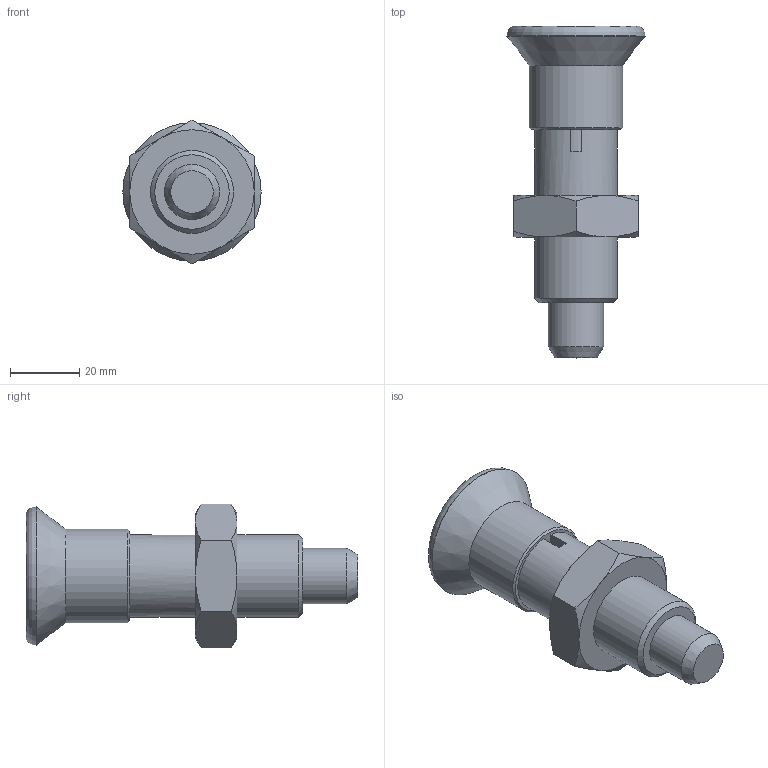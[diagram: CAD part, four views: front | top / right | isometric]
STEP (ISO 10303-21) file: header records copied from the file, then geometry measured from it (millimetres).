
FILE_DESCRIPTION( ( 'STEP AP214' ), '1' );
FILE_NAME( 'K0343.02516__H_ENTSPANNT_.stp', '2020-12-03T13:50:35', ( '' ), ( '' ), ' ', 'PARTsolutions', ' ' );
FILE_SCHEMA( ( 'AUTOMOTIVE_DESIGN { 1 0 10303 214 1 1 1 1 }' ) );
Length unit declared in the file: millimetre
Products named in the file (1): _K0343.02516_(H_ENTSPANNT)
Bounding box: 40 x 96 x 41.57 mm (x, y, z)
Volume: 52698.8 mm3; surface area: 11240.6 mm2
Topology: 1 solids, 1 shells, 43 faces, 95 edges, 58 vertices
Faces by surface type: plane 18, cone 16, cylinder 7, sphere 1, torus 1
Full cylindrical faces by diameter (mm): 16 x1, 24 x2, 27 x1, 40 x1
Entity records: 1572 total; most frequent: CARTESIAN_POINT 348, DIRECTION 178, ORIENTED_EDGE 160, EDGE_CURVE 80, AXIS2_PLACEMENT_3D 78, EDGE_LOOP 58, VERTEX_POINT 56, FACE_OUTER_BOUND 49
